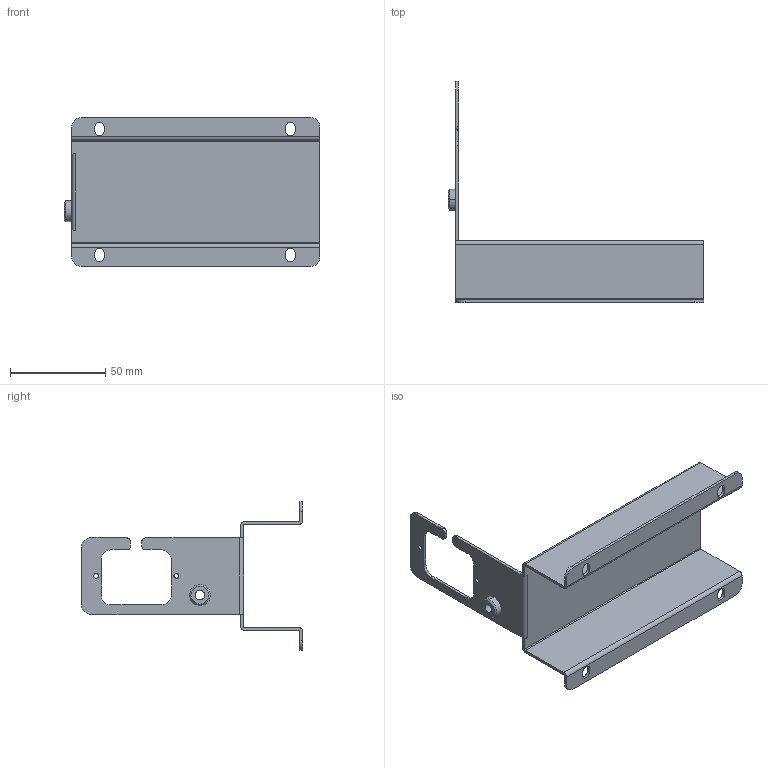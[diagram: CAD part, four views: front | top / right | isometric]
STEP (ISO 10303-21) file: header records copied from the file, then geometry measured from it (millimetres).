
FILE_DESCRIPTION (( 'STEP AP203' ), '1' );
FILE_NAME ('MS001-B.03.006JS.1.1 主机电源适配器安装钣金.step', '2021-08-27T10:51:06', ( 'Windows User' ), ( 'P R C' ), 'SwSTEP 2.0', 'SolidWorks 2016', '' );
FILE_SCHEMA (( 'CONFIG_CONTROL_DESIGN' ));
Length unit declared in the file: millimetre
Products named in the file (1): MS001-B.03.006JS.1.1 主机电源适配器安装钣金
Bounding box: 134.08 x 116 x 78 mm (x, y, z)
Volume: 30271.7 mm3; surface area: 41531.5 mm2
Topology: 1 solids, 1 shells, 85 faces, 242 edges, 160 vertices
Faces by surface type: cylinder 44, plane 39, cone 2
Entity records: 2901 total; most frequent: DIRECTION 506, CARTESIAN_POINT 488, ORIENTED_EDGE 484, EDGE_CURVE 242, AXIS2_PLACEMENT_3D 178, VERTEX_POINT 160, LINE 150, VECTOR 150
